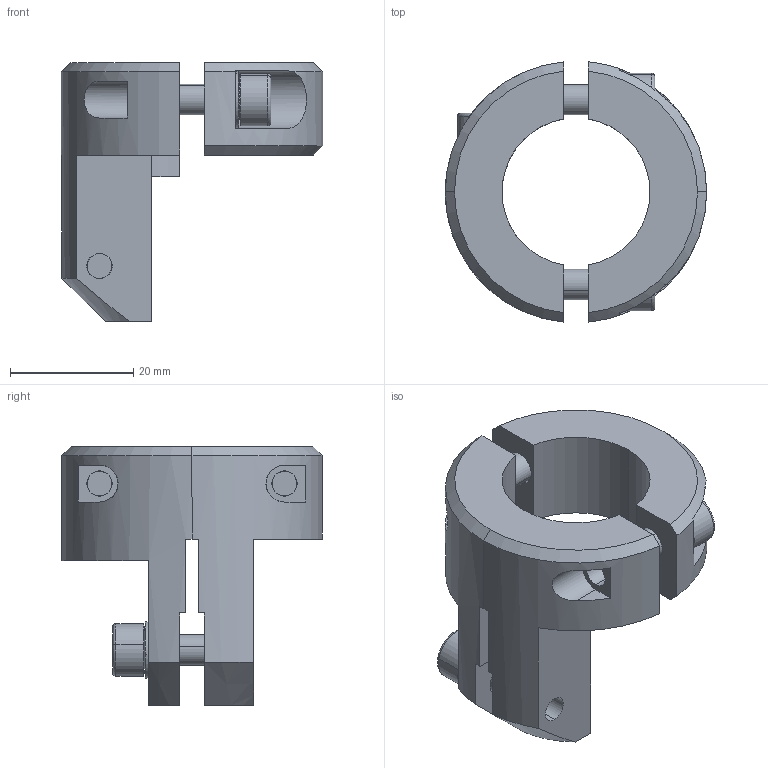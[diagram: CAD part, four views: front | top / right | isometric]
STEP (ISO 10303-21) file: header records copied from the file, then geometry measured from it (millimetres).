
FILE_DESCRIPTION(('no description'),'unknown implementation level');
FILE_NAME('83E1B75C-E8C1-4289-B8F2-3419BD710622_export.stp',' ',('CIMSOURCE GmbH'),('CADClick - KiM GmbH - www.kimweb.de'),'unknown preprocess','ACIS','unknown authorization');
FILE_SCHEMA(('automotive_design'));
Length unit declared in the file: millimetre
Products named in the file (8): 663.121 Kaiser AR 25S|690.102 Kaiser ETL M5 X 14A_Standard;NONE; 663.121 Kaiser AR 25S|663.901 Kaiser Ringsegment links_Standard;NONE; 663.121 Kaiser AR 25S|693.176 Kaiser ETL �5,3_9,2L_Standard;NONE; 663.121 Kaiser AR 25S|663.906 Kaiser Ringsegment rechts_Standard;NONE
Bounding box: 42.4 x 42.21 x 42 mm (x, y, z)
Volume: 16543.4 mm3; surface area: 9490.4 mm2
Topology: 8 solids, 8 shells, 164 faces, 390 edges, 238 vertices
Faces by surface type: plane 78, cone 44, cylinder 36, torus 6
Entity records: 9485 total; most frequent: CARTESIAN_POINT 976, DIRECTION 883, STYLED_ITEM 794, PRESENTATION_STYLE_ASSIGNMENT 794, COLOUR_RGB 794, ORIENTED_EDGE 768, EDGE_CURVE 384, CURVE_STYLE 384
